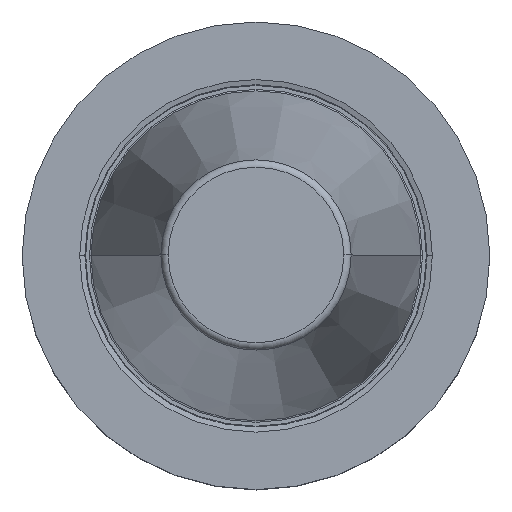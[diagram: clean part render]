
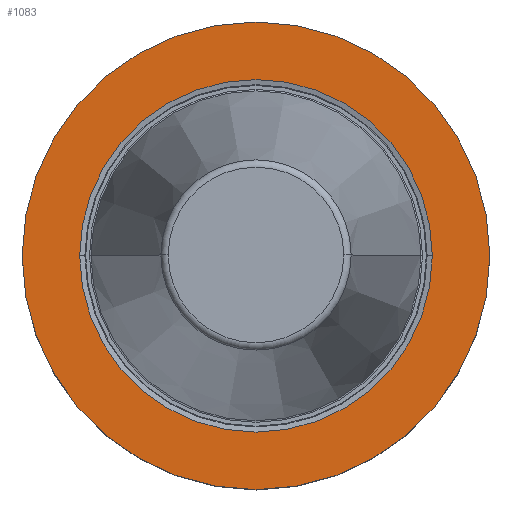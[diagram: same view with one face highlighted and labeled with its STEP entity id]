
A CAD part, top view. The second image highlights one B-rep face of the part: STEP entity #1083.
In plain terms, the highlighted planar face has unit normal (0, 0, 1).
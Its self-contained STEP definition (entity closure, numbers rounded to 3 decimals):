
#114=CARTESIAN_POINT('',(0.,0.,-2.));
#115=DIRECTION('',(0.,0.,-1.));
#116=DIRECTION('',(1.,0.,0.));
#117=AXIS2_PLACEMENT_3D('',#114,#115,#116);
#122=CARTESIAN_POINT('',(0.,0.,-2.));
#123=DIRECTION('',(0.,0.,1.));
#124=DIRECTION('',(1.,0.,0.));
#125=AXIS2_PLACEMENT_3D('',#122,#123,#124);
#130=CARTESIAN_POINT('',(0.,0.,-2.));
#131=DIRECTION('',(0.,0.,1.));
#132=DIRECTION('',(1.,0.,0.));
#133=AXIS2_PLACEMENT_3D('',#130,#131,#132);
#138=CARTESIAN_POINT('',(0.,0.,-2.));
#139=DIRECTION('',(0.,0.,1.));
#140=DIRECTION('',(-1.,0.,0.));
#141=AXIS2_PLACEMENT_3D('',#138,#139,#140);
#908=CARTESIAN_POINT('',(31.5,0.,-2.));
#909=CARTESIAN_POINT('',(-31.5,0.,-2.));
#910=VERTEX_POINT('',#908);
#911=VERTEX_POINT('',#909);
#970=CARTESIAN_POINT('',(23.746,0.,-2.));
#971=VERTEX_POINT('',#970);
#974=CARTESIAN_POINT('',(-23.746,0.,-2.));
#975=VERTEX_POINT('',#974);
#1068=CARTESIAN_POINT('',(0.,0.,-2.));
#1069=DIRECTION('',(0.,0.,-1.));
#1070=DIRECTION('',(-1.,0.,0.));
#1071=AXIS2_PLACEMENT_3D('',#1068,#1069,#1070);
#1072=PLANE('',#1071);
#1073=ORIENTED_EDGE('',*,*,#989,.T.);
#1074=ORIENTED_EDGE('',*,*,#1048,.F.);
#1075=EDGE_LOOP('',(#1073,#1074));
#1076=FACE_OUTER_BOUND('',#1075,.F.);
#1078=ORIENTED_EDGE('',*,*,#1077,.T.);
#1080=ORIENTED_EDGE('',*,*,#1079,.T.);
#1081=EDGE_LOOP('',(#1078,#1080));
#1082=FACE_BOUND('',#1081,.F.);
#118=CIRCLE('',#117,31.5);
#126=CIRCLE('',#125,31.5);
#134=CIRCLE('',#133,23.746);
#142=CIRCLE('',#141,23.746);
#989=EDGE_CURVE('',#910,#911,#118,.T.);
#1048=EDGE_CURVE('',#910,#911,#126,.T.);
#1077=EDGE_CURVE('',#971,#975,#134,.T.);
#1079=EDGE_CURVE('',#975,#971,#142,.T.);
#1083=ADVANCED_FACE('',(#1076,#1082),#1072,.F.);
